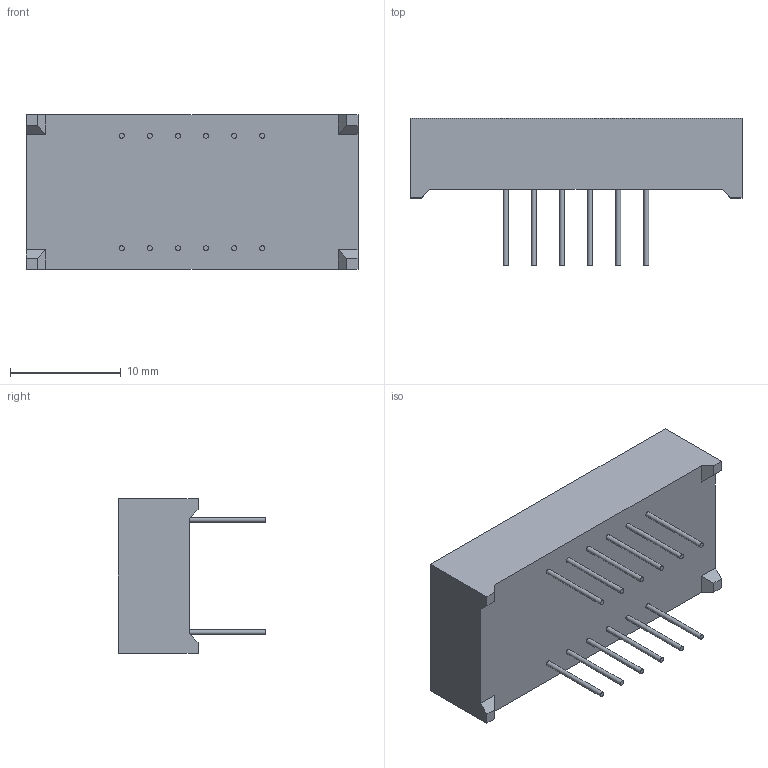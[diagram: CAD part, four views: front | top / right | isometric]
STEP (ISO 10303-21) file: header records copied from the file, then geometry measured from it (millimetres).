
FILE_DESCRIPTION(/* description */ ('STEP AP214','CAx-IF Rec.Pracs.---Representation and Presentation of Product Manufacturing Information (PMI)---4.0---2014-10-13'),/* implementation_level */ '2;1');
FILE_NAME(/* name */ 'LDQ-M3604RI--3DModel-STEP-56544 v1.step',/* time_stamp */ '2025-02-23T22:32:48+02:00',/* author */ (''),/* organization */ (''),/* preprocessor_version */ 'ST-DEVELOPER v20',/* originating_system */ 'Autodesk Translation Framework v13.20.0.188',/* authorisation */ '');
FILE_SCHEMA (('AP242_MANAGED_MODEL_BASED_3D_ENGINEERING_MIM_LF { 1 0 10303 442 1 1 4 }'));
Length unit declared in the file: millimetre
Products named in the file (1): LDQ-M3604RI
Bounding box: 30 x 13.3 x 14 mm (x, y, z)
Volume: 2707.6 mm3; surface area: 1723.8 mm2
Topology: 43 solids, 43 shells, 484 faces, 1104 edges, 736 vertices
Faces by surface type: plane 468, cylinder 16
Full cylindrical faces by diameter (mm): 0.45 x12, 0.863 x4
Entity records: 13362 total; most frequent: CARTESIAN_POINT 2325, ORIENTED_EDGE 2208, DIRECTION 2106, EDGE_CURVE 1104, LINE 1072, VECTOR 1072, VERTEX_POINT 736, AXIS2_PLACEMENT_3D 517
